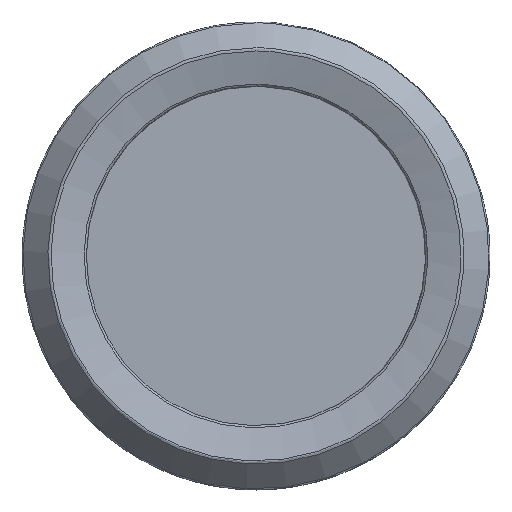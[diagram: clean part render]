
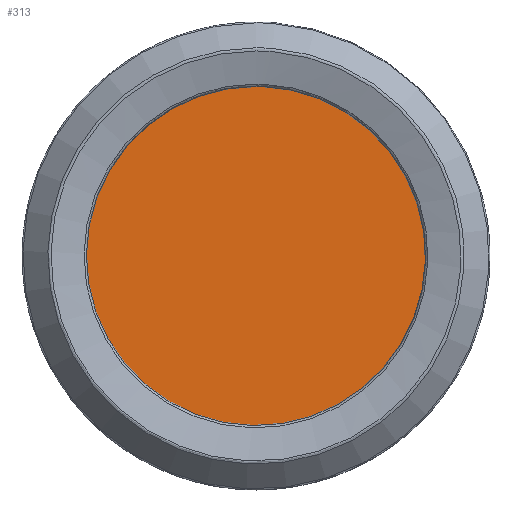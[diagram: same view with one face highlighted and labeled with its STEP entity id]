
A CAD part, left-side view. The second image highlights one B-rep face of the part: STEP entity #313.
In plain terms, the highlighted planar face has unit normal (-1, 0, 0).
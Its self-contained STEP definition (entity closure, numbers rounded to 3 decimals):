
#313=ADVANCED_FACE('',(#342),#340,.F.);
#340=PLANE('',#534);
#342=FACE_OUTER_BOUND('',#344,.T.);
#344=EDGE_LOOP('',(#396));
#396=ORIENTED_EDGE('',*,*,#474,.T.);
#448=VERTEX_POINT('',#686);
#474=EDGE_CURVE('',#448,#448,#500,.T.);
#500=CIRCLE('',#533,41.25);
#533=AXIS2_PLACEMENT_3D('',#685,#577,#578);
#534=AXIS2_PLACEMENT_3D('',#687,#579,#580);
#577=DIRECTION('',(-1.,0.,0.));
#578=DIRECTION('',(0.,0.,1.));
#579=DIRECTION('',(1.,0.,0.));
#580=DIRECTION('',(0.,0.,-1.));
#685=CARTESIAN_POINT('',(3.5,0.,0.));
#686=CARTESIAN_POINT('',(3.5,0.,41.25));
#687=CARTESIAN_POINT('',(3.5,17.,0.));
